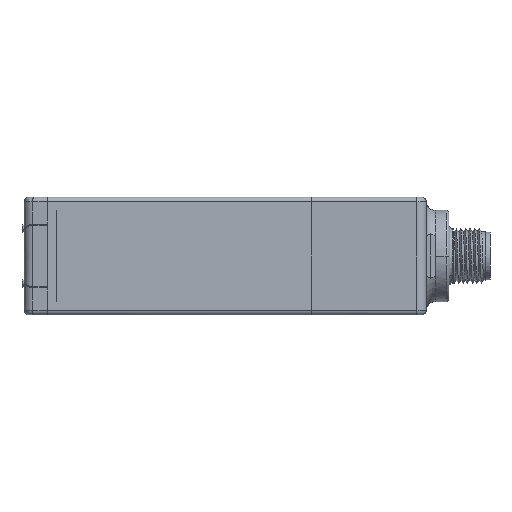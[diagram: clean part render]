
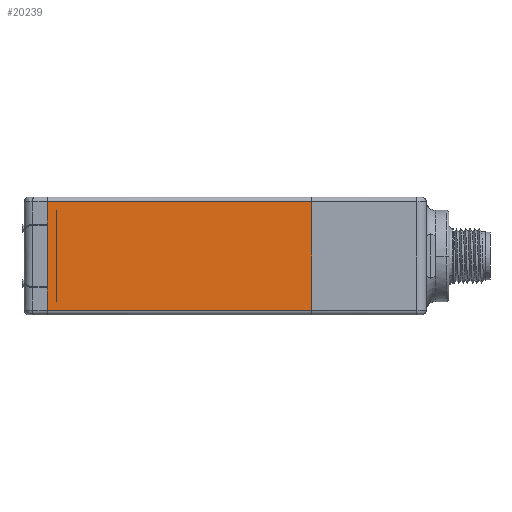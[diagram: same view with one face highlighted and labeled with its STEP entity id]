
A CAD part, left-side view. The second image highlights one B-rep face of the part: STEP entity #20239.
In plain terms, the highlighted planar face has unit normal (-0.999, -0.043, 0).
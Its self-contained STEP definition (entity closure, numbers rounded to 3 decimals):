
#477=CARTESIAN_POINT('',(-32.5,17.,11.9));
#490=CARTESIAN_POINT('',(-30.,-41.,11.9));
#492=DIRECTION('',(-0.043,0.999,0.));
#493=VECTOR('',#492,58.054);
#494=CARTESIAN_POINT('',(-30.,-41.,11.9));
#495=LINE('',#494,#493);
#553=CARTESIAN_POINT('',(-30.,-41.,-11.9));
#566=CARTESIAN_POINT('',(-32.5,17.,-11.9));
#568=DIRECTION('',(0.043,-0.999,0.));
#569=VECTOR('',#568,58.054);
#570=CARTESIAN_POINT('',(-32.5,17.,-11.9));
#571=LINE('',#570,#569);
#639=DIRECTION('',(0.,0.,1.));
#640=VECTOR('',#639,0.225);
#641=CARTESIAN_POINT('',(-32.5,17.,6.775));
#642=LINE('',#641,#640);
#643=DIRECTION('',(0.,0.,1.));
#644=VECTOR('',#643,4.9);
#645=CARTESIAN_POINT('',(-32.5,17.,7.));
#646=LINE('',#645,#644);
#647=DIRECTION('',(0.,0.,1.));
#648=VECTOR('',#647,4.9);
#649=CARTESIAN_POINT('',(-32.5,17.,-11.9));
#650=LINE('',#649,#648);
#651=DIRECTION('',(0.,0.,1.));
#652=VECTOR('',#651,0.225);
#653=CARTESIAN_POINT('',(-32.5,17.,-7.));
#654=LINE('',#653,#652);
#655=DIRECTION('',(0.,0.,1.));
#656=VECTOR('',#655,13.55);
#657=CARTESIAN_POINT('',(-32.5,17.,-6.775));
#658=LINE('',#657,#656);
#659=DIRECTION('',(0.043,-0.999,0.));
#660=VECTOR('',#659,0.051);
#661=CARTESIAN_POINT('',(-32.414,15.,-10.));
#662=LINE('',#661,#660);
#663=DIRECTION('',(-0.043,0.999,0.));
#664=VECTOR('',#663,0.051);
#665=CARTESIAN_POINT('',(-32.412,14.949,10.));
#666=LINE('',#665,#664);
#14739=DIRECTION('',(0.,0.,1.));
#14740=VECTOR('',#14739,23.8);
#14741=CARTESIAN_POINT('',(-30.,-41.,-11.9));
#14742=LINE('',#14741,#14740);
#14751=DIRECTION('',(0.,0.,-1.));
#14752=VECTOR('',#14751,20.);
#14753=CARTESIAN_POINT('',(-32.412,14.949,10.));
#14754=LINE('',#14753,#14752);
#14771=DIRECTION('',(0.,0.,1.));
#14772=VECTOR('',#14771,20.);
#14773=CARTESIAN_POINT('',(-32.414,15.,-10.));
#14774=LINE('',#14773,#14772);
#15229=VERTEX_POINT('',#477);
#15230=VERTEX_POINT('',#490);
#15235=VERTEX_POINT('',#553);
#15236=VERTEX_POINT('',#566);
#15257=CARTESIAN_POINT('',(-32.5,17.,
-7.));
#15258=VERTEX_POINT('',#15257);
#15260=CARTESIAN_POINT('',(-32.5,17.,-6.775));
#15262=VERTEX_POINT('',#15260);
#15278=CARTESIAN_POINT('',(-32.5,17.,6.775));
#15279=CARTESIAN_POINT('',(-32.5,17.,
7.));
#15280=VERTEX_POINT('',#15278);
#15281=VERTEX_POINT('',#15279);
#15282=CARTESIAN_POINT('',(-32.414,15.,-10.));
#15283=CARTESIAN_POINT('',(-32.412,14.949,-10.));
#15284=VERTEX_POINT('',#15282);
#15285=VERTEX_POINT('',#15283);
#15286=CARTESIAN_POINT('',(-32.412,14.949,10.));
#15287=VERTEX_POINT('',#15286);
#15288=CARTESIAN_POINT('',(-32.414,15.,10.));
#15289=VERTEX_POINT('',#15288);
#20209=CARTESIAN_POINT('',(-32.5,17.,-12.9));
#20210=DIRECTION('',(-0.999,-0.043,0.));
#20211=DIRECTION('',(0.043,-0.999,0.));
#20212=AXIS2_PLACEMENT_3D('',#20209,#20210,#20211);
#20213=PLANE('',#20212);
#20215=ORIENTED_EDGE('',*,*,#20214,.T.);
#20217=ORIENTED_EDGE('',*,*,#20216,.T.);
#20218=ORIENTED_EDGE('',*,*,#19812,.F.);
#20220=ORIENTED_EDGE('',*,*,#20219,.F.);
#20221=ORIENTED_EDGE('',*,*,#19991,.F.);
#20223=ORIENTED_EDGE('',*,*,#20222,.T.);
#20224=ORIENTED_EDGE('',*,*,#20189,.T.);
#20226=ORIENTED_EDGE('',*,*,#20225,.T.);
#20227=EDGE_LOOP('',(#20215,#20217,#20218,#20220,#20221,#20223,#20224,#20226));
#20228=FACE_OUTER_BOUND('',#20227,.F.);
#20230=ORIENTED_EDGE('',*,*,#20229,.T.);
#20232=ORIENTED_EDGE('',*,*,#20231,.F.);
#20234=ORIENTED_EDGE('',*,*,#20233,.T.);
#20236=ORIENTED_EDGE('',*,*,#20235,.F.);
#20237=EDGE_LOOP('',(#20230,#20232,#20234,#20236));
#20238=FACE_BOUND('',#20237,.F.);
#20239=ADVANCED_FACE('',(#20228,#20238),#20213,.T.);
#19812=EDGE_CURVE('',#15230,#15229,#495,.T.);
#19991=EDGE_CURVE('',#15236,#15235,#571,.T.);
#20189=EDGE_CURVE('',#15258,#15262,#654,.T.);
#20214=EDGE_CURVE('',#15280,#15281,#642,.T.);
#20216=EDGE_CURVE('',#15281,#15229,#646,.T.);
#20219=EDGE_CURVE('',#15235,#15230,#14742,.T.);
#20222=EDGE_CURVE('',#15236,#15258,#650,.T.);
#20225=EDGE_CURVE('',#15262,#15280,#658,.T.);
#20229=EDGE_CURVE('',#15284,#15285,#662,.T.);
#20231=EDGE_CURVE('',#15287,#15285,#14754,.T.);
#20233=EDGE_CURVE('',#15287,#15289,#666,.T.);
#20235=EDGE_CURVE('',#15284,#15289,#14774,.T.);
